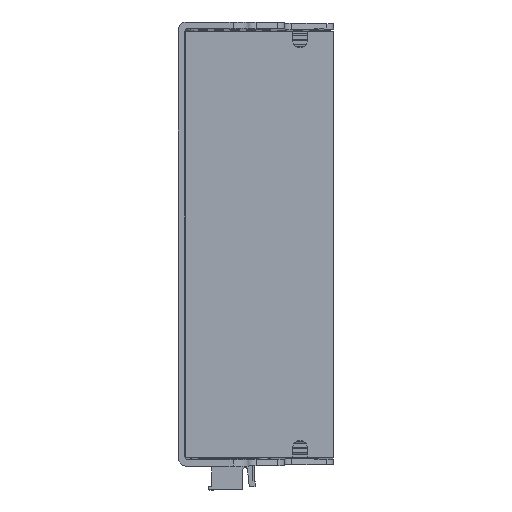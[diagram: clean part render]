
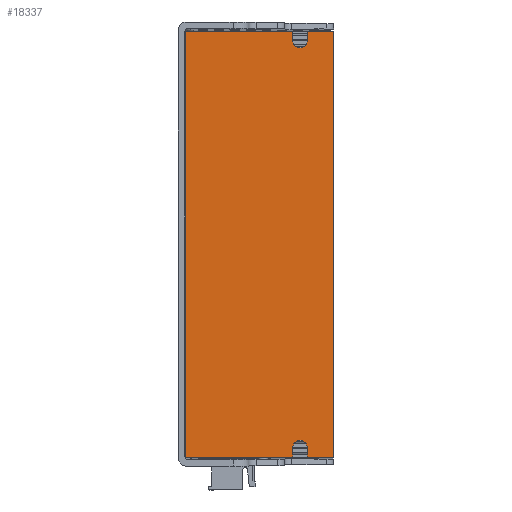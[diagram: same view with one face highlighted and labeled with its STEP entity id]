
A CAD part, left-side view. The second image highlights one B-rep face of the part: STEP entity #18337.
In plain terms, the highlighted planar face has unit normal (-1, 0, 0).
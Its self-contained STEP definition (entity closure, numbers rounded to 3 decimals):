
#70 = PLANE ( 'NONE',  #54910 ) ;
#170 = LINE ( 'NONE', #196, #11668 ) ;
#196 = CARTESIAN_POINT ( 'NONE',  ( -175.009, -81.598, 15.835 ) ) ;
#907 = CARTESIAN_POINT ( 'NONE',  ( -175.009, -96.951, 15.835 ) ) ;
#1788 = ORIENTED_EDGE ( 'NONE', *, *, #37776, .F. ) ;
#1972 = EDGE_CURVE ( 'NONE', #33623, #58489, #47142, .T. ) ;
#2458 = ORIENTED_EDGE ( 'NONE', *, *, #42324, .F. ) ;
#2484 = EDGE_CURVE ( 'NONE', #47548, #58489, #6428, .T. ) ;
#2855 = CARTESIAN_POINT ( 'NONE',  ( -175.009, -86.451, -112.915 ) ) ;
#3376 = EDGE_LOOP ( 'NONE', ( #28011, #30905, #21407, #38971, #42514, #1788, #2458, #8075, #62310, #56373, #34812, #15298, #8300 ) ) ;
#3712 = CARTESIAN_POINT ( 'NONE',  ( -175.009, -84.201, 19.846 ) ) ;
#4705 = CIRCLE ( 'NONE', #20225, 2.25 ) ;
#5229 = CARTESIAN_POINT ( 'NONE',  ( -175.009, -81.598, 15.835 ) ) ;
#6428 = LINE ( 'NONE', #28887, #32531 ) ;
#7560 = VERTEX_POINT ( 'NONE', #42492 ) ;
#8075 = ORIENTED_EDGE ( 'NONE', *, *, #50259, .F. ) ;
#8300 = ORIENTED_EDGE ( 'NONE', *, *, #21188, .F. ) ;
#8621 = DIRECTION ( 'NONE',  ( 0., 0., -1. ) ) ;
#9294 = CARTESIAN_POINT ( 'NONE',  ( -175.009, -84.201, -115.165 ) ) ;
#10160 = DIRECTION ( 'NONE',  ( 0., 0., 1. ) ) ;
#10679 = CARTESIAN_POINT ( 'NONE',  ( -175.009, -81.598, -118.165 ) ) ;
#10901 = AXIS2_PLACEMENT_3D ( 'NONE', #45257, #15875, #50182 ) ;
#11365 = DIRECTION ( 'NONE',  ( -1., 0., 0. ) ) ;
#11668 = VECTOR ( 'NONE', #14978, 1000. ) ;
#13843 = CARTESIAN_POINT ( 'NONE',  ( -175.009, -96.951, -118.165 ) ) ;
#14943 = VERTEX_POINT ( 'NONE', #61651 ) ;
#14978 = DIRECTION ( 'NONE',  ( 0., 1., 0. ) ) ;
#15298 = ORIENTED_EDGE ( 'NONE', *, *, #2484, .F. ) ;
#15620 = DIRECTION ( 'NONE',  ( 0., 1., 0. ) ) ;
#15875 = DIRECTION ( 'NONE',  ( -1., 0., 0. ) ) ;
#16025 = CIRCLE ( 'NONE', #28161, 2.25 ) ;
#16031 = CARTESIAN_POINT ( 'NONE',  ( -175.009, -81.598, -118.165 ) ) ;
#16928 = EDGE_CURVE ( 'NONE', #33623, #49459, #54231, .T. ) ;
#18056 = DIRECTION ( 'NONE',  ( -1., 0., 0. ) ) ;
#18337 = ADVANCED_FACE ( 'NONE', ( #30323 ), #70, .T. ) ;
#18503 = CARTESIAN_POINT ( 'NONE',  ( -175.009, -88.701, 15.835 ) ) ;
#19268 = VERTEX_POINT ( 'NONE', #22159 ) ;
#19738 = CARTESIAN_POINT ( 'NONE',  ( -175.009, -88.701, -118.165 ) ) ;
#19896 = VERTEX_POINT ( 'NONE', #42847 ) ;
#20225 = AXIS2_PLACEMENT_3D ( 'NONE', #40787, #11365, #45696 ) ;
#20273 = DIRECTION ( 'NONE',  ( 0., 0., 1. ) ) ;
#20410 = LINE ( 'NONE', #16031, #44916 ) ;
#20481 = CARTESIAN_POINT ( 'NONE',  ( -175.009, -88.701, -122.176 ) ) ;
#20538 = VERTEX_POINT ( 'NONE', #9294 ) ;
#20756 = VERTEX_POINT ( 'NONE', #56592 ) ;
#21016 = DIRECTION ( 'NONE',  ( 0., 1., 0. ) ) ;
#21188 = EDGE_CURVE ( 'NONE', #30333, #47548, #56350, .T. ) ;
#21381 = EDGE_CURVE ( 'NONE', #7560, #30333, #25680, .T. ) ;
#21407 = ORIENTED_EDGE ( 'NONE', *, *, #50356, .T. ) ;
#22159 = CARTESIAN_POINT ( 'NONE',  ( -175.009, -88.701, -115.165 ) ) ;
#22405 = LINE ( 'NONE', #30948, #59954 ) ;
#22640 = VECTOR ( 'NONE', #39056, 1000. ) ;
#23424 = LINE ( 'NONE', #32370, #47912 ) ;
#23682 = EDGE_CURVE ( 'NONE', #14943, #19896, #27270, .T. ) ;
#23778 = DIRECTION ( 'NONE',  ( 0., 0., 1. ) ) ;
#24373 = EDGE_CURVE ( 'NONE', #7560, #20756, #170, .T. ) ;
#25680 = LINE ( 'NONE', #3712, #50203 ) ;
#27270 = LINE ( 'NONE', #10679, #40333 ) ;
#28011 = ORIENTED_EDGE ( 'NONE', *, *, #21381, .F. ) ;
#28161 = AXIS2_PLACEMENT_3D ( 'NONE', #47377, #18056, #52289 ) ;
#28887 = CARTESIAN_POINT ( 'NONE',  ( -175.009, -88.701, 19.846 ) ) ;
#30323 = FACE_OUTER_BOUND ( 'NONE', #3376, .T. ) ;
#30333 = VERTEX_POINT ( 'NONE', #45890 ) ;
#30514 = EDGE_CURVE ( 'NONE', #20538, #14943, #23424, .T. ) ;
#30905 = ORIENTED_EDGE ( 'NONE', *, *, #24373, .T. ) ;
#30948 = CARTESIAN_POINT ( 'NONE',  ( -175.009, -50.451, 15.835 ) ) ;
#32370 = CARTESIAN_POINT ( 'NONE',  ( -175.009, -84.201, -122.176 ) ) ;
#32531 = VECTOR ( 'NONE', #23778, 1000. ) ;
#33623 = VERTEX_POINT ( 'NONE', #907 ) ;
#34149 = CARTESIAN_POINT ( 'NONE',  ( -175.009, -81.598, 15.835 ) ) ;
#34812 = ORIENTED_EDGE ( 'NONE', *, *, #1972, .T. ) ;
#35278 = CARTESIAN_POINT ( 'NONE',  ( -175.009, -96.951, 15.835 ) ) ;
#37776 = EDGE_CURVE ( 'NONE', #38602, #20538, #4705, .T. ) ;
#38377 = CARTESIAN_POINT ( 'NONE',  ( -175.009, -88.701, 12.835 ) ) ;
#38602 = VERTEX_POINT ( 'NONE', #2855 ) ;
#38971 = ORIENTED_EDGE ( 'NONE', *, *, #23682, .F. ) ;
#39056 = DIRECTION ( 'NONE',  ( 0., 1., 0. ) ) ;
#39500 = EDGE_CURVE ( 'NONE', #49459, #61345, #20410, .T. ) ;
#39547 = DIRECTION ( 'NONE',  ( -1., 0., 0. ) ) ;
#40195 = DIRECTION ( 'NONE',  ( 0., 0., -1. ) ) ;
#40333 = VECTOR ( 'NONE', #15620, 1000. ) ;
#40787 = CARTESIAN_POINT ( 'NONE',  ( -175.009, -86.451, -115.165 ) ) ;
#42324 = EDGE_CURVE ( 'NONE', #19268, #38602, #16025, .T. ) ;
#42492 = CARTESIAN_POINT ( 'NONE',  ( -175.009, -84.201, 15.835 ) ) ;
#42514 = ORIENTED_EDGE ( 'NONE', *, *, #30514, .F. ) ;
#42847 = CARTESIAN_POINT ( 'NONE',  ( -175.009, -50.451, -118.165 ) ) ;
#43126 = VECTOR ( 'NONE', #20273, 1000. ) ;
#44916 = VECTOR ( 'NONE', #21016, 1000. ) ;
#45257 = CARTESIAN_POINT ( 'NONE',  ( -175.009, -86.451, 12.835 ) ) ;
#45696 = DIRECTION ( 'NONE',  ( 0., 0., -1. ) ) ;
#45890 = CARTESIAN_POINT ( 'NONE',  ( -175.009, -84.201, 12.835 ) ) ;
#47142 = LINE ( 'NONE', #34149, #22640 ) ;
#47377 = CARTESIAN_POINT ( 'NONE',  ( -175.009, -86.451, -115.165 ) ) ;
#47548 = VERTEX_POINT ( 'NONE', #38377 ) ;
#47912 = VECTOR ( 'NONE', #61706, 1000. ) ;
#49459 = VERTEX_POINT ( 'NONE', #13843 ) ;
#50182 = DIRECTION ( 'NONE',  ( 0., 0., 1. ) ) ;
#50203 = VECTOR ( 'NONE', #8621, 1000. ) ;
#50259 = EDGE_CURVE ( 'NONE', #61345, #19268, #57620, .T. ) ;
#50356 = EDGE_CURVE ( 'NONE', #20756, #19896, #22405, .T. ) ;
#50409 = DIRECTION ( 'NONE',  ( 0., 0., -1. ) ) ;
#52289 = DIRECTION ( 'NONE',  ( 0., 0., -1. ) ) ;
#52670 = VECTOR ( 'NONE', #40195, 1000. ) ;
#54231 = LINE ( 'NONE', #35278, #52670 ) ;
#54910 = AXIS2_PLACEMENT_3D ( 'NONE', #5229, #39547, #10160 ) ;
#56350 = CIRCLE ( 'NONE', #10901, 2.25 ) ;
#56373 = ORIENTED_EDGE ( 'NONE', *, *, #16928, .F. ) ;
#56592 = CARTESIAN_POINT ( 'NONE',  ( -175.009, -50.451, 15.835 ) ) ;
#57620 = LINE ( 'NONE', #20481, #43126 ) ;
#58489 = VERTEX_POINT ( 'NONE', #18503 ) ;
#59954 = VECTOR ( 'NONE', #50409, 1000. ) ;
#61345 = VERTEX_POINT ( 'NONE', #19738 ) ;
#61651 = CARTESIAN_POINT ( 'NONE',  ( -175.009, -84.201, -118.165 ) ) ;
#61706 = DIRECTION ( 'NONE',  ( 0., 0., -1. ) ) ;
#62310 = ORIENTED_EDGE ( 'NONE', *, *, #39500, .F. ) ;
